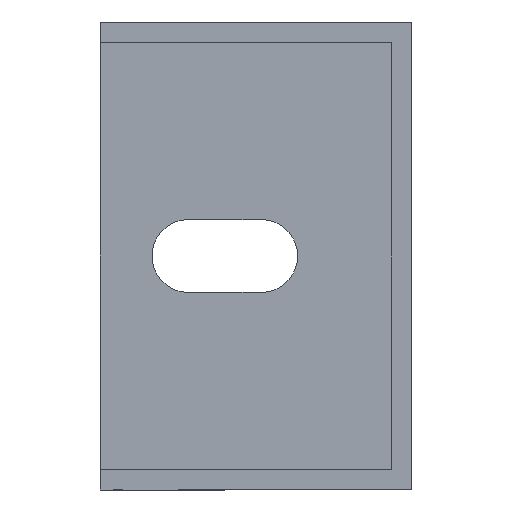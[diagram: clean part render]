
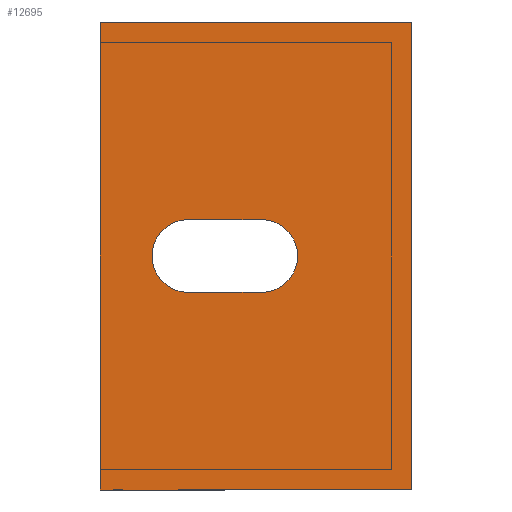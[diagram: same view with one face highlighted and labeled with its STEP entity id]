
A CAD part, left-side view. The second image highlights one B-rep face of the part: STEP entity #12695.
In plain terms, the highlighted planar face has unit normal (-1, 0, 0).
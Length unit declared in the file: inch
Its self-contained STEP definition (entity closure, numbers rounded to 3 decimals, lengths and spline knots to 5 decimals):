
#94 = ORIENTED_EDGE ( 'NONE', *, *, #3634, .T. ) ;
#296 = ORIENTED_EDGE ( 'NONE', *, *, #5723, .T. ) ;
#596 = CARTESIAN_POINT ( 'NONE',  ( -13.8189, 0.57087, 0.1378 ) ) ;
#640 = VERTEX_POINT ( 'NONE', #1574 ) ;
#651 = FACE_BOUND ( 'NONE', #3917, .T. ) ;
#1006 = AXIS2_PLACEMENT_3D ( 'NONE', #7441, #13138, #12037 ) ;
#1166 = EDGE_CURVE ( 'NONE', #5429, #4061, #8617, .T. ) ;
#1260 = ORIENTED_EDGE ( 'NONE', *, *, #11821, .T. ) ;
#1574 = CARTESIAN_POINT ( 'NONE',  ( -13.8189, 0., 0.88583 ) ) ;
#1711 = VERTEX_POINT ( 'NONE', #8886 ) ;
#1820 = DIRECTION ( 'NONE',  ( 0., -1., 0. ) ) ;
#2488 = VERTEX_POINT ( 'NONE', #6305 ) ;
#2724 = CARTESIAN_POINT ( 'NONE',  ( -13.8189, 0., -0.1378 ) ) ;
#2841 = EDGE_CURVE ( 'NONE', #4922, #7558, #12781, .T. ) ;
#2855 = ORIENTED_EDGE ( 'NONE', *, *, #5198, .T. ) ;
#3227 = ORIENTED_EDGE ( 'NONE', *, *, #3385, .T. ) ;
#3385 = EDGE_CURVE ( 'NONE', #4061, #640, #5220, .T. ) ;
#3597 = DIRECTION ( 'NONE',  ( 1., 0., 0. ) ) ;
#3634 = EDGE_CURVE ( 'NONE', #7558, #1711, #4219, .T. ) ;
#3917 = EDGE_LOOP ( 'NONE', ( #94, #2855, #13894, #8723 ) ) ;
#3962 = CARTESIAN_POINT ( 'NONE',  ( -13.8189, 0., -0.88583 ) ) ;
#4061 = VERTEX_POINT ( 'NONE', #3962 ) ;
#4219 = CIRCLE ( 'NONE', #11697, 0.1378 ) ;
#4354 = ORIENTED_EDGE ( 'NONE', *, *, #1166, .T. ) ;
#4768 = CIRCLE ( 'NONE', #9460, 0.1378 ) ;
#4922 = VERTEX_POINT ( 'NONE', #10985 ) ;
#5028 = EDGE_CURVE ( 'NONE', #7848, #4922, #4768, .T. ) ;
#5176 = PLANE ( 'NONE',  #1006 ) ;
#5198 = EDGE_CURVE ( 'NONE', #1711, #7848, #12734, .T. ) ;
#5208 = LINE ( 'NONE', #6596, #7311 ) ;
#5220 = LINE ( 'NONE', #10996, #5382 ) ;
#5382 = VECTOR ( 'NONE', #7700, 39.37008 ) ;
#5416 = DIRECTION ( 'NONE',  ( 1., 0., 0. ) ) ;
#5426 = LINE ( 'NONE', #7480, #7082 ) ;
#5429 = VERTEX_POINT ( 'NONE', #5621 ) ;
#5621 = CARTESIAN_POINT ( 'NONE',  ( -13.8189, 1.1811, -0.88583 ) ) ;
#5723 = EDGE_CURVE ( 'NONE', #640, #2488, #5426, .T. ) ;
#6305 = CARTESIAN_POINT ( 'NONE',  ( -13.8189, 1.1811, 0.88583 ) ) ;
#6596 = CARTESIAN_POINT ( 'NONE',  ( -13.8189, 1.1811, 5.76728 ) ) ;
#7082 = VECTOR ( 'NONE', #9894, 39.37008 ) ;
#7116 = VECTOR ( 'NONE', #10550, 39.37008 ) ;
#7311 = VECTOR ( 'NONE', #7690, 39.37008 ) ;
#7441 = CARTESIAN_POINT ( 'NONE',  ( -13.8189, 0., 5.76728 ) ) ;
#7480 = CARTESIAN_POINT ( 'NONE',  ( -13.8189, 0., 0.88583 ) ) ;
#7558 = VERTEX_POINT ( 'NONE', #596 ) ;
#7690 = DIRECTION ( 'NONE',  ( 0., 0., -1. ) ) ;
#7700 = DIRECTION ( 'NONE',  ( 0., 0., 1. ) ) ;
#7848 = VERTEX_POINT ( 'NONE', #12483 ) ;
#8503 = DIRECTION ( 'NONE',  ( 0., 0., 1. ) ) ;
#8617 = LINE ( 'NONE', #14231, #12381 ) ;
#8723 = ORIENTED_EDGE ( 'NONE', *, *, #2841, .T. ) ;
#8862 = CARTESIAN_POINT ( 'NONE',  ( -13.8189, 0.84646, 0. ) ) ;
#8886 = CARTESIAN_POINT ( 'NONE',  ( -13.8189, 0.57087, -0.1378 ) ) ;
#9460 = AXIS2_PLACEMENT_3D ( 'NONE', #8862, #3597, #11269 ) ;
#9894 = DIRECTION ( 'NONE',  ( 0., 1., 0. ) ) ;
#10550 = DIRECTION ( 'NONE',  ( 0., 1., 0. ) ) ;
#10720 = VECTOR ( 'NONE', #1820, 39.37008 ) ;
#10985 = CARTESIAN_POINT ( 'NONE',  ( -13.8189, 0.84646, 0.1378 ) ) ;
#10996 = CARTESIAN_POINT ( 'NONE',  ( -13.8189, 0., 5.76728 ) ) ;
#11037 = EDGE_LOOP ( 'NONE', ( #3227, #296, #1260, #4354 ) ) ;
#11269 = DIRECTION ( 'NONE',  ( 0., 0., 1. ) ) ;
#11697 = AXIS2_PLACEMENT_3D ( 'NONE', #11794, #5416, #8503 ) ;
#11794 = CARTESIAN_POINT ( 'NONE',  ( -13.8189, 0.57087, 0. ) ) ;
#11821 = EDGE_CURVE ( 'NONE', #2488, #5429, #5208, .T. ) ;
#12037 = DIRECTION ( 'NONE',  ( 0., -1., 0. ) ) ;
#12381 = VECTOR ( 'NONE', #13070, 39.37008 ) ;
#12483 = CARTESIAN_POINT ( 'NONE',  ( -13.8189, 0.84646, -0.1378 ) ) ;
#12695 = ADVANCED_FACE ( 'NONE', ( #12998, #651 ), #5176, .T. ) ;
#12734 = LINE ( 'NONE', #2724, #7116 ) ;
#12781 = LINE ( 'NONE', #12924, #10720 ) ;
#12924 = CARTESIAN_POINT ( 'NONE',  ( -13.8189, 0., 0.1378 ) ) ;
#12998 = FACE_OUTER_BOUND ( 'NONE', #11037, .T. ) ;
#13070 = DIRECTION ( 'NONE',  ( 0., -1., 0. ) ) ;
#13138 = DIRECTION ( 'NONE',  ( -1., 0., 0. ) ) ;
#13894 = ORIENTED_EDGE ( 'NONE', *, *, #5028, .T. ) ;
#14231 = CARTESIAN_POINT ( 'NONE',  ( -13.8189, 0., -0.88583 ) ) ;
